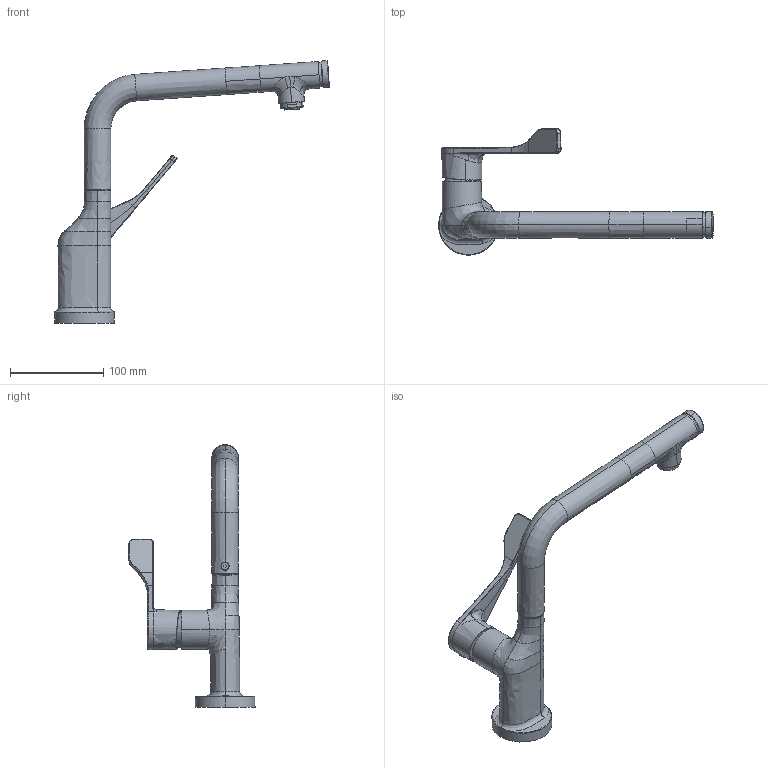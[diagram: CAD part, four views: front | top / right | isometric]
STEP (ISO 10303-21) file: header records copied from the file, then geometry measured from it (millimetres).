
FILE_DESCRIPTION(('CAx-IF Rec.Pracs.---Model Styling and Organization---1.2---2011-12-15','CAx-IF Rec.Pracs.---Geometric and Assembly Validation Properties---4.1---2014-06-16','CAx-IF Rec.Pracs.---PMI Polyline Presentation---2.0---2013-05-24'),'2;1');
FILE_NAME('1000112736_PPR_000.stp','2017-02-13T06:19:07+01:00',(''),(''),'STEP Interface 4.0.1101 by CT CoreTechnologie','3D_Evolution4.0.1101 by CT CoreTechnologie','');
FILE_SCHEMA(('AP203_CONFIGURATION_CONTROLLED_3D_DESIGN_OF_MECHANICAL_PARTS_AND_ASSEMBLIES_MIM_LF'));
Length unit declared in the file: millimetre
Products named in the file (14): P_2 AX Citterio Select SPTM SA chrom 1000112736_PPR_000_A0; P_2 GK KHM Festauslauf Citterio (bearb.) 1000112739_PPA_000_A0; P_2 Auslauf_SA_Select_KHM_Variarc³ 1000006178_PPA_000_A0; P_2 Griffmantel_AVP_DN5_KHM_Metris_S EB 1000111660_PPA_000_A0; P_2 Deckel_AVP_DN5_KHM_Metris_Select 1000102387_PPA_000_A0; Senkschraube DIN7991-M4x6-A2 KLF-Tuflok 1000085613_PPA_000_A0; P_2 Rosette WTM Uno Piccolo 1000084706_PPA_000_A0; P_2 Griff KHM Citterio 1000098202_PPA_000_A0; Griffstopfen WTM Uno Piccolo 1000000801_PPA_000_A0; P_2 Axialring_D27,8 KHM Variarc 3 1000111063_PPA_000_A0; P_2 SR_STD_SC__M24x1-m 1000085259_PPR_000_A1; P_2 Strahlreglerhuelse M24x1 (R02) 1000085260_PPA_000_A1; SR_STD_SC_2,2gpm-air_gelb 1000063090_PPA_000_A0; Flachdichtung d15xD21,3 (EB-2,4) 1000029262_PPA_000_A1
Assembly tree (13 placements, depth 3):
  P_2 AX Citterio Select SPTM SA chrom 1000112736_PPR_000_A0
    P_2 GK KHM Festauslauf Citterio (bearb.) 1000112739_PPA_000_A0
    P_2 Auslauf_SA_Select_KHM_Variarc³ 1000006178_PPA_000_A0
    P_2 Griffmantel_AVP_DN5_KHM_Metris_S EB 1000111660_PPA_000_A0
    P_2 Deckel_AVP_DN5_KHM_Metris_Select 1000102387_PPA_000_A0
    Senkschraube DIN7991-M4x6-A2 KLF-Tuflok 1000085613_PPA_000_A0
    P_2 Rosette WTM Uno Piccolo 1000084706_PPA_000_A0
    P_2 Griff KHM Citterio 1000098202_PPA_000_A0
    Griffstopfen WTM Uno Piccolo 1000000801_PPA_000_A0
    P_2 Axialring_D27,8 KHM Variarc 3 1000111063_PPA_000_A0
    P_2 SR_STD_SC__M24x1-m 1000085259_PPR_000_A1
      P_2 Strahlreglerhuelse M24x1 (R02) 1000085260_PPA_000_A1
      SR_STD_SC_2,2gpm-air_gelb 1000063090_PPA_000_A0
      Flachdichtung d15xD21,3 (EB-2,4) 1000029262_PPA_000_A1
Bounding box: 294.33 x 135.01 x 281.32 mm (x, y, z)
Volume: 534263.7 mm3; surface area: 91040.2 mm2
Topology: 12 solids, 12 shells, 1179 faces, 3080 edges, 1929 vertices
Faces by surface type: plane 505, cylinder 395, bspline 279
Entity records: 69116 total; most frequent: CARTESIAN_POINT 26916, ORIENTED_EDGE 6150, DIRECTION 5892, EDGE_CURVE 3075, AXIS2_PLACEMENT_3D 2096, VERTEX_POINT 1929, VECTOR 1700, LINE 1700
